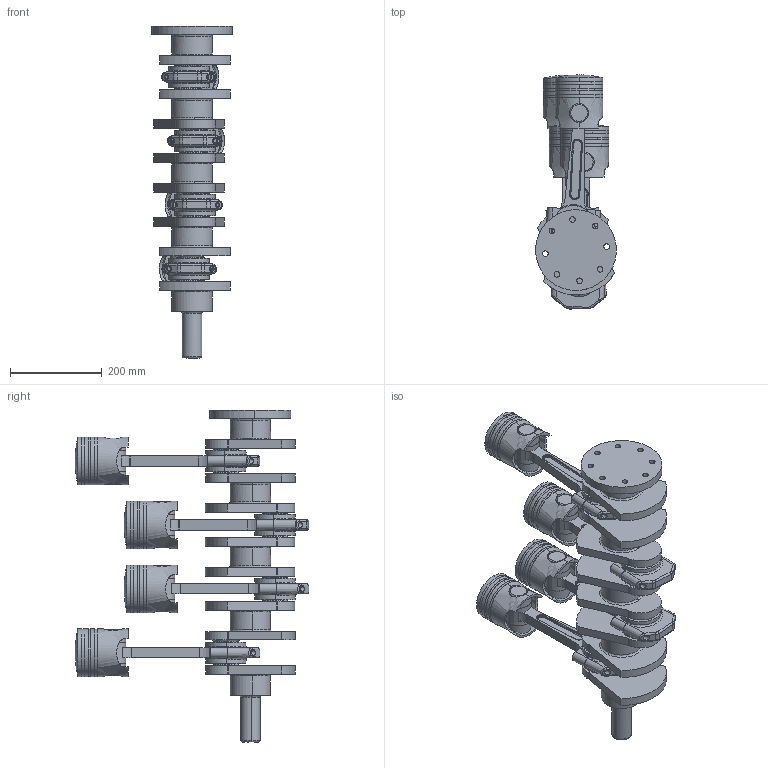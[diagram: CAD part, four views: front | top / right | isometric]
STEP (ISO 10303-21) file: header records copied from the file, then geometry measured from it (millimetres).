
FILE_DESCRIPTION(('FreeCAD Model'),'2;1');
FILE_NAME('Open CASCADE Shape Model','2025-05-04T14:57:55',('FreeCAD'),( 'FreeCAD'),'Open CASCADE STEP processor 7.6','FreeCAD','Unknown');
FILE_SCHEMA(('AUTOMOTIVE_DESIGN { 1 0 10303 214 1 1 1 1 }'));
Length unit declared in the file: millimetre
Products named in the file (1): Open CASCADE STEP translator 7.6 1
Bounding box: 175.92 x 509.74 x 723.26 mm (x, y, z)
Volume: 8809725.1 mm3; surface area: 1379513.6 mm2
Topology: 29 solids, 29 shells, 844 faces, 2066 edges, 1322 vertices
Faces by surface type: bspline 844
Entity records: 30300 total; most frequent: CARTESIAN_POINT 18653, ORIENTED_EDGE 4124, EDGE_CURVE 2062, VERTEX_POINT 1322, B_SPLINE_CURVE_WITH_KNOTS 994, FACE_BOUND 986, EDGE_LOOP 986, ADVANCED_FACE 844
